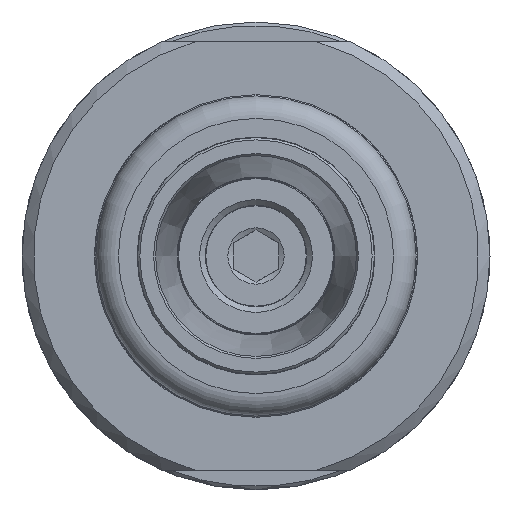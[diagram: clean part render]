
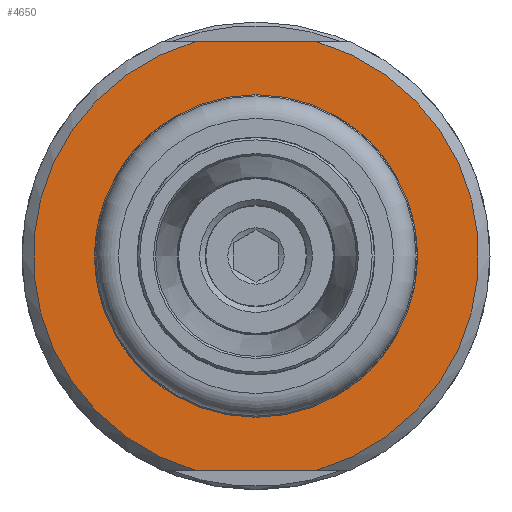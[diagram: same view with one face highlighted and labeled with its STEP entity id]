
A CAD part, left-side view. The second image highlights one B-rep face of the part: STEP entity #4650.
In plain terms, the highlighted planar face has unit normal (-1, 0, 0).
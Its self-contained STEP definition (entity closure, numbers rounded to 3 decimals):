
#357=FACE_BOUND('',#1608,.T.);
#442=LINE('',#7019,#802);
#446=LINE('',#7035,#806);
#802=VECTOR('',#5638,10.);
#806=VECTOR('',#5646,10.);
#1151=PLANE('',#5032);
#1330=FACE_OUTER_BOUND('',#1607,.T.);
#1607=EDGE_LOOP('',(#3388,#3389,#3390,#3391));
#1608=EDGE_LOOP('',(#3392));
#1935=CIRCLE('',#5028,19.75);
#1936=CIRCLE('',#5031,8.);
#1937=CIRCLE('',#5033,19.75);
#2220=VERTEX_POINT('',#7014);
#2221=VERTEX_POINT('',#7018);
#2224=VERTEX_POINT('',#7030);
#2225=VERTEX_POINT('',#7034);
#2226=VERTEX_POINT('',#7045);
#2673=EDGE_CURVE('',#2221,#2220,#442,.T.);
#2679=EDGE_CURVE('',#2225,#2224,#446,.T.);
#2682=EDGE_CURVE('',#2221,#2224,#1935,.T.);
#2684=EDGE_CURVE('',#2226,#2226,#1936,.T.);
#2685=EDGE_CURVE('',#2225,#2220,#1937,.T.);
#3388=ORIENTED_EDGE('',*,*,#2673,.T.);
#3389=ORIENTED_EDGE('',*,*,#2685,.F.);
#3390=ORIENTED_EDGE('',*,*,#2679,.T.);
#3391=ORIENTED_EDGE('',*,*,#2682,.F.);
#3392=ORIENTED_EDGE('',*,*,#2684,.T.);
#4650=ADVANCED_FACE('',(#1330,#357),#1151,.T.);
#5028=AXIS2_PLACEMENT_3D('',#7042,#5653,#5654);
#5031=AXIS2_PLACEMENT_3D('',#7047,#5660,#5661);
#5032=AXIS2_PLACEMENT_3D('',#7048,#5662,#5663);
#5033=AXIS2_PLACEMENT_3D('',#7049,#5664,#5665);
#5638=DIRECTION('',(0.,1.,0.));
#5646=DIRECTION('',(0.,-1.,0.));
#5653=DIRECTION('center_axis',(1.,0.,0.));
#5654=DIRECTION('ref_axis',(0.,-1.,0.));
#5660=DIRECTION('center_axis',(1.,0.,0.));
#5661=DIRECTION('ref_axis',(0.,-1.,0.));
#5662=DIRECTION('center_axis',(-1.,0.,0.));
#5663=DIRECTION('ref_axis',(0.,0.,
-1.));
#5664=DIRECTION('center_axis',(1.,0.,0.));
#5665=DIRECTION('ref_axis',(0.,-1.,0.));
#7014=CARTESIAN_POINT('',(-117.7,5.391,19.));
#7018=CARTESIAN_POINT('',(-117.7,-5.391,19.));
#7019=CARTESIAN_POINT('',(-117.7,-1.392,19.));
#7030=CARTESIAN_POINT('',(-117.7,-5.391,-19.));
#7034=CARTESIAN_POINT('',(-117.7,5.391,-19.));
#7035=CARTESIAN_POINT('',(-117.7,-12.483,-19.));
#7042=CARTESIAN_POINT('Origin',(-117.7,0.,
0.));
#7045=CARTESIAN_POINT('',(-117.7,8.,0.));
#7047=CARTESIAN_POINT('Origin',(-117.7,0.,
0.));
#7048=CARTESIAN_POINT('Origin',(-117.7,-13.875,0.));
#7049=CARTESIAN_POINT('Origin',(-117.7,0.,
0.));
